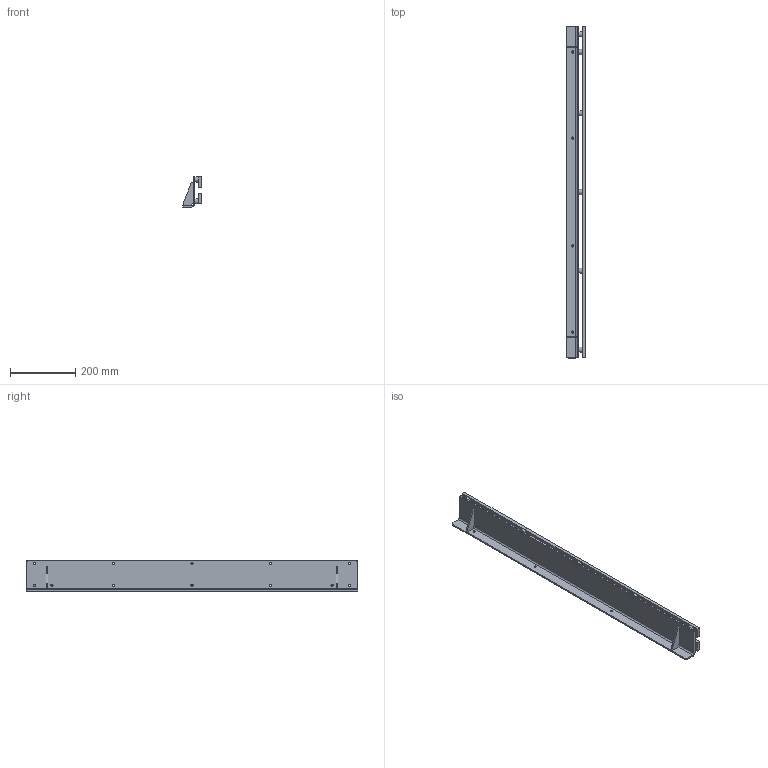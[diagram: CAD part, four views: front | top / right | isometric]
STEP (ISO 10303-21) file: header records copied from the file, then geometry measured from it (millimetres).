
FILE_DESCRIPTION(/* description */ (''),/* implementation_level */ '2;1');
FILE_NAME(/* name */ 'GE-17059_ASM_11_ASM.stp',/* time_stamp */ '2017-01-08T13:25:32-05:00',/* author */ ('jeff1'),/* organization */ (''),/* preprocessor_version */ 'ST-DEVELOPER v16.5',/* originating_system */ 'Autodesk Inventor 2017',/* authorisation */ '');
FILE_SCHEMA (('AUTOMOTIVE_DESIGN { 1 0 10303 214 3 1 1 }'));
Length unit declared in the file: inch
Products named in the file (7): GE-17059_ASM_11_ASM; GE-17058_ASM_11_ASM; GE-17058-01_19; GE-17058-02_4; GE-17057_10; GE-17053_21; GE-17054_26
Assembly tree (16 placements, depth 3):
  GE-17059_ASM_11_ASM
    GE-17058_ASM_11_ASM
      GE-17058-01_19
      GE-17058-02_4  x2
    GE-17057_10  x10
    GE-17053_21
    GE-17054_26
Bounding box: 58.1 x 1016 x 92.08 mm (x, y, z)
Volume: 1193736.3 mm3; surface area: 445387.7 mm2
Topology: 15 solids, 15 shells, 125 faces, 270 edges, 175 vertices
Faces by surface type: plane 57, cylinder 53, cone 15
Full cylindrical faces by diameter (mm): 6.528 x15, 6.731 x21, 15.875 x10
Entity records: 2562 total; most frequent: DIRECTION 448, CARTESIAN_POINT 386, ORIENTED_EDGE 310, AXIS2_PLACEMENT_3D 189, EDGE_LOOP 178, EDGE_CURVE 155, VERTEX_POINT 127, FACE_BOUND 97
